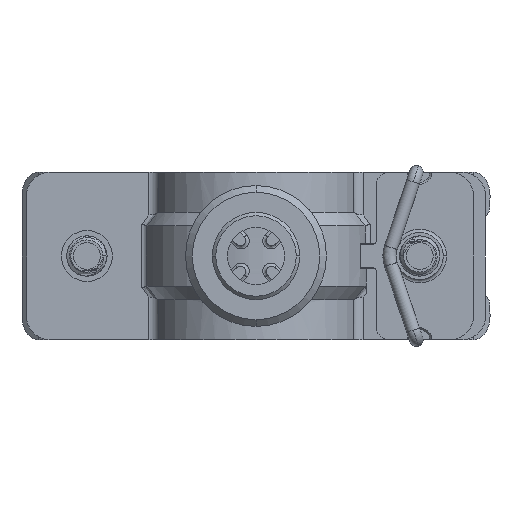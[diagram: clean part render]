
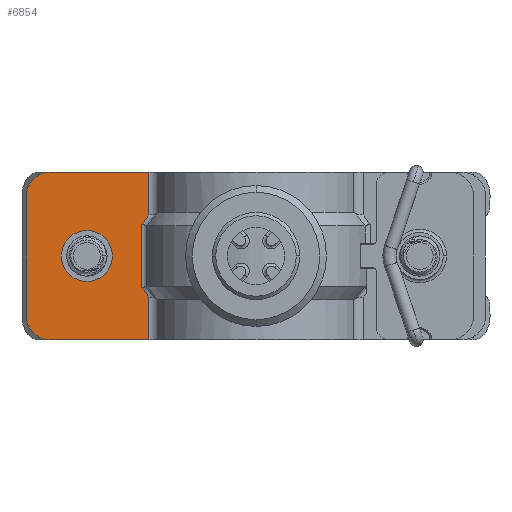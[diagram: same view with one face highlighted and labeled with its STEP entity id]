
A CAD part, front view. The second image highlights one B-rep face of the part: STEP entity #6854.
In plain terms, the highlighted planar face has unit normal (0, -1, 0).
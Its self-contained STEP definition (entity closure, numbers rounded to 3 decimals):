
#316 = CARTESIAN_POINT ( 'NONE',  ( -30.727, -4.25, -9. ) ) ;
#541 = CIRCLE ( 'NONE', #14467, 3.8 ) ;
#821 = DIRECTION ( 'NONE',  ( 0., 0., 1. ) ) ;
#1255 = VECTOR ( 'NONE', #20228, 1000. ) ;
#1836 = ORIENTED_EDGE ( 'NONE', *, *, #5857, .T. ) ;
#1855 = LINE ( 'NONE', #18616, #3486 ) ;
#1934 = EDGE_LOOP ( 'NONE', ( #23968, #28018 ) ) ;
#2207 = DIRECTION ( 'NONE',  ( 0., 0., 1. ) ) ;
#2434 = VERTEX_POINT ( 'NONE', #11974 ) ;
#2691 = DIRECTION ( 'NONE',  ( 1., 0., 0. ) ) ;
#3414 = LINE ( 'NONE', #23124, #7578 ) ;
#3486 = VECTOR ( 'NONE', #2691, 1000. ) ;
#3522 = AXIS2_PLACEMENT_3D ( 'NONE', #16748, #32715, #821 ) ;
#3696 = CARTESIAN_POINT ( 'NONE',  ( -16.241, -4.25, 5.804 ) ) ;
#4032 = CIRCLE ( 'NONE', #10713, 3.5 ) ;
#4127 = CARTESIAN_POINT ( 'NONE',  ( -30.727, -4.25, 12.5 ) ) ;
#4550 = DIRECTION ( 'NONE',  ( 0., 0., 1. ) ) ;
#5857 = EDGE_CURVE ( 'NONE', #17758, #27650, #1855, .T. ) ;
#6211 = DIRECTION ( 'NONE',  ( 0., -1., 0. ) ) ;
#6699 = VERTEX_POINT ( 'NONE', #39875 ) ;
#6841 = CARTESIAN_POINT ( 'NONE',  ( -15.998, -4.25, 6.118 ) ) ;
#6854 = ADVANCED_FACE ( 'NONE', ( #14202, #26205 ), #39012, .F. ) ;
#7023 = LINE ( 'NONE', #22968, #1255 ) ;
#7247 = CARTESIAN_POINT ( 'NONE',  ( -17.044, -4.25, -4.764 ) ) ;
#7578 = VECTOR ( 'NONE', #22909, 1000. ) ;
#8031 = ORIENTED_EDGE ( 'NONE', *, *, #21903, .T. ) ;
#8496 = VERTEX_POINT ( 'NONE', #4127 ) ;
#9299 = VERTEX_POINT ( 'NONE', #14960 ) ;
#10020 = DIRECTION ( 'NONE',  ( 0., -1., 0. ) ) ;
#10173 = CARTESIAN_POINT ( 'NONE',  ( -16.241, -4.25, -5.804 ) ) ;
#10713 = AXIS2_PLACEMENT_3D ( 'NONE', #316, #6211, #22530 ) ;
#10726 = CARTESIAN_POINT ( 'NONE',  ( -15.998, -4.25, -12.5 ) ) ;
#11618 = DIRECTION ( 'NONE',  ( 0., 1., 0. ) ) ;
#11877 = VECTOR ( 'NONE', #4550, 1000. ) ;
#11974 = CARTESIAN_POINT ( 'NONE',  ( -17.044, -4.25, -4.764 ) ) ;
#12594 = CIRCLE ( 'NONE', #35387, 3.8 ) ;
#12596 = EDGE_CURVE ( 'NONE', #8496, #22481, #25068, .T. ) ;
#13123 = AXIS2_PLACEMENT_3D ( 'NONE', #38785, #10020, #32481 ) ;
#13948 = CARTESIAN_POINT ( 'NONE',  ( -15.998, -4.25, -6.118 ) ) ;
#13959 = CARTESIAN_POINT ( 'NONE',  ( -16.484, -4.25, 5.49 ) ) ;
#14202 = FACE_OUTER_BOUND ( 'NONE', #17317, .T. ) ;
#14341 = VERTEX_POINT ( 'NONE', #36984 ) ;
#14467 = AXIS2_PLACEMENT_3D ( 'NONE', #37458, #11618, #2207 ) ;
#14593 = LINE ( 'NONE', #17532, #11877 ) ;
#14761 = DIRECTION ( 'NONE',  ( 1., 0., 0. ) ) ;
#14960 = CARTESIAN_POINT ( 'NONE',  ( -34.227, -4.25, -9. ) ) ;
#15420 = EDGE_CURVE ( 'NONE', #35655, #27650, #34290, .T. ) ;
#16456 = DIRECTION ( 'NONE',  ( 0., 0., 1. ) ) ;
#16748 = CARTESIAN_POINT ( 'NONE',  ( -34.227, -4.25, 12.5 ) ) ;
#17061 = VERTEX_POINT ( 'NONE', #19304 ) ;
#17095 = CARTESIAN_POINT ( 'NONE',  ( -16.484, -4.25, -5.49 ) ) ;
#17289 = CARTESIAN_POINT ( 'NONE',  ( -16.938, -4.25, -4.901 ) ) ;
#17317 = EDGE_LOOP ( 'NONE', ( #18426, #19079, #8031, #24403, #27660, #24960, #27034, #35639, #23684, #1836 ) ) ;
#17532 = CARTESIAN_POINT ( 'NONE',  ( -17.044, -4.25, 12.5 ) ) ;
#17758 = VERTEX_POINT ( 'NONE', #18982 ) ;
#18426 = ORIENTED_EDGE ( 'NONE', *, *, #15420, .F. ) ;
#18616 = CARTESIAN_POINT ( 'NONE',  ( -34.227, -4.25, -12.5 ) ) ;
#18982 = CARTESIAN_POINT ( 'NONE',  ( -30.727, -4.25, -12.5 ) ) ;
#19079 = ORIENTED_EDGE ( 'NONE', *, *, #28470, .T. ) ;
#19304 = CARTESIAN_POINT ( 'NONE',  ( -15.998, -4.25, 6.118 ) ) ;
#20228 = DIRECTION ( 'NONE',  ( 0., 0., -1. ) ) ;
#20446 = CARTESIAN_POINT ( 'NONE',  ( -16.938, -4.25, 4.901 ) ) ;
#20815 = EDGE_CURVE ( 'NONE', #6699, #17061, #34894, .T. ) ;
#21903 = EDGE_CURVE ( 'NONE', #2434, #6699, #14593, .T. ) ;
#22481 = VERTEX_POINT ( 'NONE', #27815 ) ;
#22530 = DIRECTION ( 'NONE',  ( 0., 0., 1. ) ) ;
#22690 = EDGE_CURVE ( 'NONE', #14341, #41266, #12594, .T. ) ;
#22909 = DIRECTION ( 'NONE',  ( 0., 0., -1. ) ) ;
#22968 = CARTESIAN_POINT ( 'NONE',  ( -15.998, -4.25, 12.5 ) ) ;
#23124 = CARTESIAN_POINT ( 'NONE',  ( -34.227, -4.25, 12.5 ) ) ;
#23684 = ORIENTED_EDGE ( 'NONE', *, *, #24603, .T. ) ;
#23733 = DIRECTION ( 'NONE',  ( 0., 1., 0. ) ) ;
#23968 = ORIENTED_EDGE ( 'NONE', *, *, #29726, .T. ) ;
#24403 = ORIENTED_EDGE ( 'NONE', *, *, #20815, .T. ) ;
#24603 = EDGE_CURVE ( 'NONE', #9299, #17758, #4032, .T. ) ;
#24960 = ORIENTED_EDGE ( 'NONE', *, *, #12596, .F. ) ;
#25068 = LINE ( 'NONE', #40592, #33193 ) ;
#26144 = EDGE_CURVE ( 'NONE', #8496, #27630, #36589, .T. ) ;
#26205 = FACE_BOUND ( 'NONE', #1934, .T. ) ;
#27034 = ORIENTED_EDGE ( 'NONE', *, *, #26144, .T. ) ;
#27365 = DIRECTION ( 'NONE',  ( 0., 0., -1. ) ) ;
#27630 = VERTEX_POINT ( 'NONE', #33204 ) ;
#27650 = VERTEX_POINT ( 'NONE', #10726 ) ;
#27660 = ORIENTED_EDGE ( 'NONE', *, *, #34371, .F. ) ;
#27815 = CARTESIAN_POINT ( 'NONE',  ( -15.998, -4.25, 12.5 ) ) ;
#28018 = ORIENTED_EDGE ( 'NONE', *, *, #22690, .T. ) ;
#28470 = EDGE_CURVE ( 'NONE', #35655, #2434, #31444, .T. ) ;
#28875 = CARTESIAN_POINT ( 'NONE',  ( -25.227, -4.25, 3.8 ) ) ;
#29298 = CARTESIAN_POINT ( 'NONE',  ( -16.726, -4.25, 5.176 ) ) ;
#29726 = EDGE_CURVE ( 'NONE', #41266, #14341, #541, .T. ) ;
#29894 = CARTESIAN_POINT ( 'NONE',  ( -16.832, -4.25, -5.039 ) ) ;
#31444 = B_SPLINE_CURVE_WITH_KNOTS ( 'NONE', 3,
 ( #13948, #10173, #17095, #32648, #29894, #17289, #7247 ),
 .UNSPECIFIED., .F., .F.,
 ( 4, 3, 4 ),
 ( 0., 0.001, 0.002 ),
 .UNSPECIFIED. ) ;
#32481 = DIRECTION ( 'NONE',  ( 0., 0., 1. ) ) ;
#32648 = CARTESIAN_POINT ( 'NONE',  ( -16.726, -4.25, -5.176 ) ) ;
#32660 = CARTESIAN_POINT ( 'NONE',  ( -16.832, -4.25, 5.039 ) ) ;
#32715 = DIRECTION ( 'NONE',  ( 0., 1., 0. ) ) ;
#33193 = VECTOR ( 'NONE', #14761, 1000. ) ;
#33204 = CARTESIAN_POINT ( 'NONE',  ( -34.227, -4.25, 9. ) ) ;
#33665 = CARTESIAN_POINT ( 'NONE',  ( -15.998, -4.25, 12.5 ) ) ;
#34290 = LINE ( 'NONE', #33665, #37914 ) ;
#34371 = EDGE_CURVE ( 'NONE', #22481, #17061, #7023, .T. ) ;
#34894 = B_SPLINE_CURVE_WITH_KNOTS ( 'NONE', 3,
 ( #38958, #20446, #32660, #29298, #13959, #3696, #6841 ),
 .UNSPECIFIED., .F., .F.,
 ( 4, 3, 4 ),
 ( 0., 0.001, 0.002 ),
 .UNSPECIFIED. ) ;
#35387 = AXIS2_PLACEMENT_3D ( 'NONE', #38923, #23733, #16456 ) ;
#35639 = ORIENTED_EDGE ( 'NONE', *, *, #39485, .T. ) ;
#35655 = VERTEX_POINT ( 'NONE', #36761 ) ;
#36589 = CIRCLE ( 'NONE', #13123, 3.5 ) ;
#36761 = CARTESIAN_POINT ( 'NONE',  ( -15.998, -4.25, -6.118 ) ) ;
#36984 = CARTESIAN_POINT ( 'NONE',  ( -25.227, -4.25, -3.8 ) ) ;
#37458 = CARTESIAN_POINT ( 'NONE',  ( -25.227, -4.25, 0. ) ) ;
#37914 = VECTOR ( 'NONE', #27365, 1000. ) ;
#38785 = CARTESIAN_POINT ( 'NONE',  ( -30.727, -4.25, 9. ) ) ;
#38923 = CARTESIAN_POINT ( 'NONE',  ( -25.227, -4.25, 0. ) ) ;
#38958 = CARTESIAN_POINT ( 'NONE',  ( -17.044, -4.25, 4.764 ) ) ;
#39012 = PLANE ( 'NONE',  #3522 ) ;
#39485 = EDGE_CURVE ( 'NONE', #27630, #9299, #3414, .T. ) ;
#39875 = CARTESIAN_POINT ( 'NONE',  ( -17.044, -4.25, 4.764 ) ) ;
#40592 = CARTESIAN_POINT ( 'NONE',  ( -34.227, -4.25, 12.5 ) ) ;
#41266 = VERTEX_POINT ( 'NONE', #28875 ) ;
